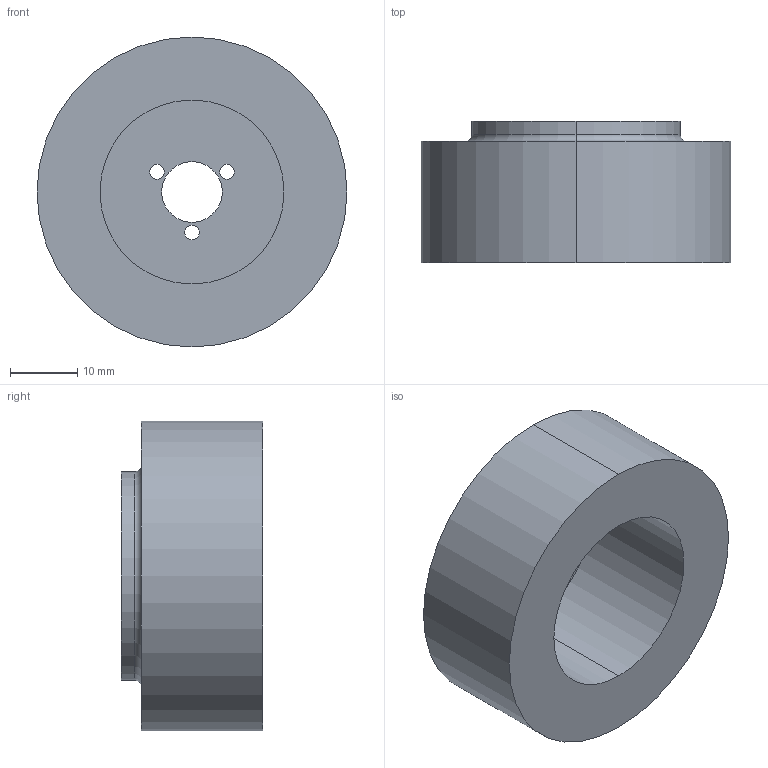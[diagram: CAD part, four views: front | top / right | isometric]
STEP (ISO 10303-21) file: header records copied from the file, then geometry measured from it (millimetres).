
FILE_DESCRIPTION (( 'STEP AP214' ), '1' );
FILE_NAME ('2001-PM - POLYURETHANE ROLLER.STEP', '2023-10-25T04:08:42', ( '' ), ( '' ), 'SwSTEP 2.0', 'SolidWorks 2023', '' );
FILE_SCHEMA (( 'AUTOMOTIVE_DESIGN' ));
Length unit declared in the file: millimetre
Products named in the file (1): 2001-PM - POLYURETHANE ROLLER
Bounding box: 46 x 21 x 46 mm (x, y, z)
Volume: 20928.1 mm3; surface area: 7753.4 mm2
Topology: 1 solids, 1 shells, 20 faces, 46 edges, 30 vertices
Faces by surface type: cylinder 14, plane 4, torus 2
Entity records: 625 total; most frequent: DIRECTION 120, CARTESIAN_POINT 97, ORIENTED_EDGE 92, AXIS2_PLACEMENT_3D 53, EDGE_CURVE 46, CIRCLE 32, VERTEX_POINT 30, EDGE_LOOP 30
